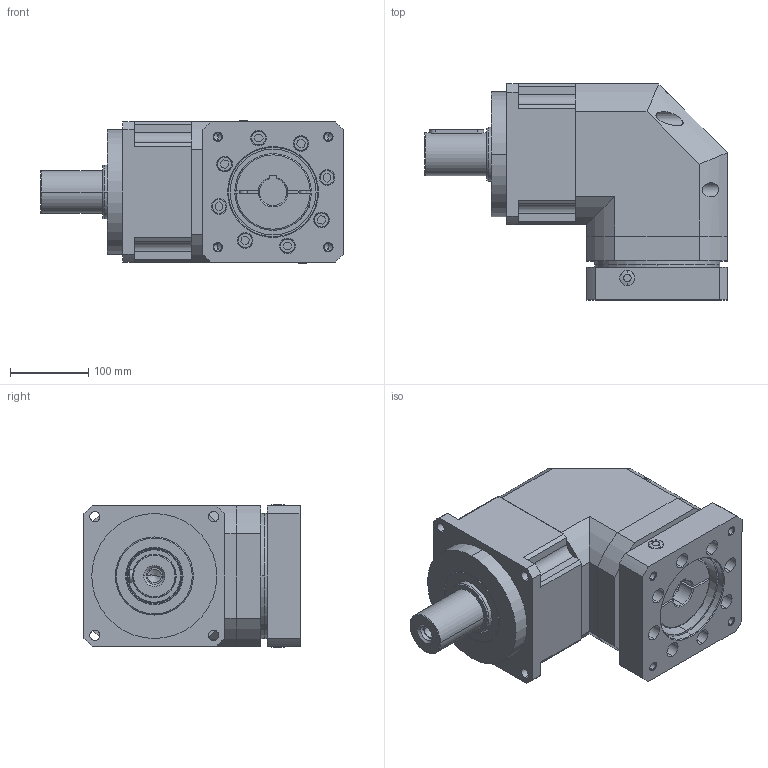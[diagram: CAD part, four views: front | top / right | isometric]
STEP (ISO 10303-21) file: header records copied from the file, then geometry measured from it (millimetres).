
FILE_DESCRIPTION (( 'STEP AP203' ), '1' );
FILE_NAME ('PHFZ180-L1-35-114.3-200-M12(入力带键槽).STEP', '2020-06-22T09:28:50', ( 'ylmfeng' ), ( 'ylmfeng.com' ), 'SwSTEP 2.0', 'SolidWorks 2014', '' );
FILE_SCHEMA (( 'CONFIG_CONTROL_DESIGN' ));
Length unit declared in the file: millimetre
Products named in the file (1): PHFZ180-L1-35-114.3-200-M12(入力带键槽)
Bounding box: 387.5 x 276.5 x 183 mm (x, y, z)
Volume: 10521700.2 mm3; surface area: 685771.2 mm2
Topology: 26 solids, 26 shells, 597 faces, 1382 edges, 883 vertices
Faces by surface type: plane 260, cylinder 233, torus 62, cone 42
Entity records: 18395 total; most frequent: CARTESIAN_POINT 4285, DIRECTION 3096, ORIENTED_EDGE 2744, EDGE_CURVE 1372, AXIS2_PLACEMENT_3D 1184, VERTEX_POINT 883, VECTOR 728, LINE 728
